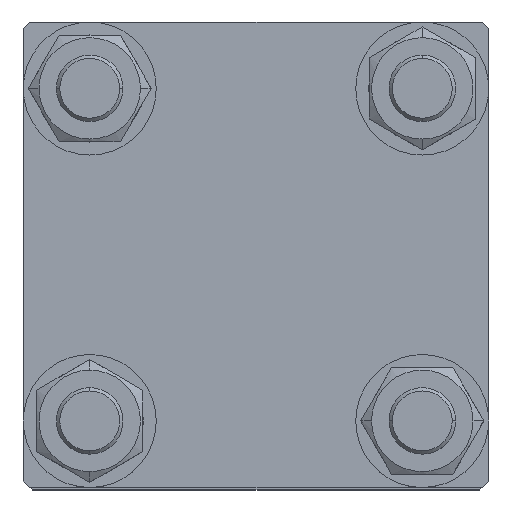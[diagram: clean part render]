
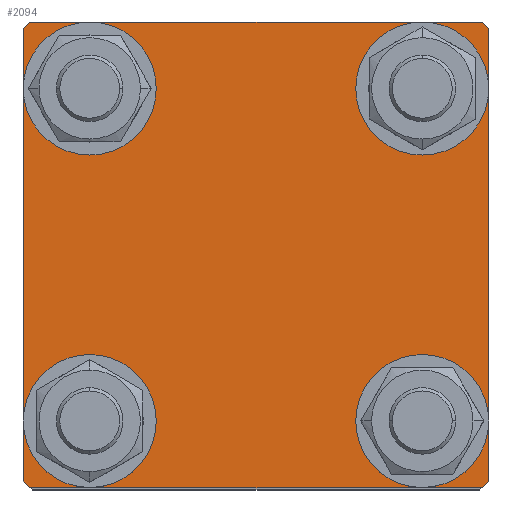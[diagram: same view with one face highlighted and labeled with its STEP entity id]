
A CAD part, top view. The second image highlights one B-rep face of the part: STEP entity #2094.
In plain terms, the highlighted planar face has unit normal (0, 0, 1).
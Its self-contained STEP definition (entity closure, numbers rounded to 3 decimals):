
#235 = VECTOR ( 'NONE', #3898, 1000. ) ;
#238 = LINE ( 'NONE', #3896, #235 ) ;
#269 = EDGE_CURVE ( 'NONE', #3689, #3697, #6726, .T. ) ;
#283 = EDGE_CURVE ( 'NONE', #6891, #6883, #6804, .T. ) ;
#299 = EDGE_CURVE ( 'NONE', #6736, #7067, #6695, .T. ) ;
#300 = EDGE_CURVE ( 'NONE', #6981, #6731, #6954, .T. ) ;
#310 = EDGE_CURVE ( 'NONE', #7094, #6739, #6831, .T. ) ;
#363 = EDGE_CURVE ( 'NONE', #3704, #3702, #3295, .T. ) ;
#377 = EDGE_CURVE ( 'NONE', #3695, #3713, #3311, .T. ) ;
#430 = EDGE_CURVE ( 'NONE', #3719, #3689, #1916, .T. ) ;
#504 = EDGE_CURVE ( 'NONE', #3692, #3719, #3981, .T. ) ;
#535 = EDGE_CURVE ( 'NONE', #3702, #3695, #4529, .T. ) ;
#587 = EDGE_CURVE ( 'NONE', #3697, #3704, #238, .T. ) ;
#640 = EDGE_CURVE ( 'NONE', #3713, #3692, #726, .T. ) ;
#726 = LINE ( 'NONE', #5615, #729 ) ;
#729 = VECTOR ( 'NONE', #5616, 1000. ) ;
#974 = FACE_BOUND ( 'NONE', #6956, .T. ) ;
#979 = FACE_OUTER_BOUND ( 'NONE', #6825, .T. ) ;
#982 = FACE_BOUND ( 'NONE', #6807, .T. ) ;
#984 = FACE_BOUND ( 'NONE', #6983, .T. ) ;
#985 = FACE_BOUND ( 'NONE', #6955, .T. ) ;
#1088 = CIRCLE ( 'NONE', #5183, 5.5 ) ;
#1104 = CIRCLE ( 'NONE', #5186, 5.5 ) ;
#1107 = CIRCLE ( 'NONE', #5188, 5.5 ) ;
#1111 = CIRCLE ( 'NONE', #5190, 5.5 ) ;
#1198 = CARTESIAN_POINT ( 'NONE',  ( -35., -34., 15. ) ) ;
#1199 = CARTESIAN_POINT ( 'NONE',  ( -34., 35., 15. ) ) ;
#1201 = CARTESIAN_POINT ( 'NONE',  ( 35., 34., 15. ) ) ;
#1203 = CARTESIAN_POINT ( 'NONE',  ( -34., -35., 15. ) ) ;
#1207 = CARTESIAN_POINT ( 'NONE',  ( 35., -34., 15. ) ) ;
#1208 = CARTESIAN_POINT ( 'NONE',  ( 34., -35., 15. ) ) ;
#1214 = CARTESIAN_POINT ( 'NONE',  ( 34., 35., 15. ) ) ;
#1218 = CARTESIAN_POINT ( 'NONE',  ( -35., 34., 15. ) ) ;
#1231 = CARTESIAN_POINT ( 'NONE',  ( -25., 25., 15. ) ) ;
#1232 = DIRECTION ( 'NONE',  ( 0., 0., -1. ) ) ;
#1233 = DIRECTION ( 'NONE',  ( -1., 0., 0. ) ) ;
#1314 = CARTESIAN_POINT ( 'NONE',  ( -25., -25., 15. ) ) ;
#1315 = DIRECTION ( 'NONE',  ( 0., 0., -1. ) ) ;
#1316 = DIRECTION ( 'NONE',  ( -1., 0., 0. ) ) ;
#1911 = VECTOR ( 'NONE', #6507, 1000. ) ;
#1916 = LINE ( 'NONE', #6509, #1911 ) ;
#2094 = ADVANCED_FACE ( 'NONE', ( #982, #985, #974, #984, #979 ), #5892, .F. ) ;
#2310 = CARTESIAN_POINT ( 'NONE',  ( 34., 35., 15. ) ) ;
#2574 = ORIENTED_EDGE ( 'NONE', *, *, #299, .T. ) ;
#2599 = ORIENTED_EDGE ( 'NONE', *, *, #377, .T. ) ;
#2600 = ORIENTED_EDGE ( 'NONE', *, *, #504, .T. ) ;
#2612 = ORIENTED_EDGE ( 'NONE', *, *, #4931, .T. ) ;
#2617 = ORIENTED_EDGE ( 'NONE', *, *, #640, .T. ) ;
#2618 = ORIENTED_EDGE ( 'NONE', *, *, #269, .T. ) ;
#2621 = ORIENTED_EDGE ( 'NONE', *, *, #363, .T. ) ;
#2661 = ORIENTED_EDGE ( 'NONE', *, *, #4920, .T. ) ;
#2699 = ORIENTED_EDGE ( 'NONE', *, *, #283, .T. ) ;
#2767 = ORIENTED_EDGE ( 'NONE', *, *, #300, .T. ) ;
#2861 = DIRECTION ( 'NONE',  ( 0.707, -0.707, 0. ) ) ;
#2871 = CARTESIAN_POINT ( 'NONE',  ( -34., -35., 15. ) ) ;
#3295 = LINE ( 'NONE', #6098, #3304 ) ;
#3298 = VECTOR ( 'NONE', #6107, 1000. ) ;
#3304 = VECTOR ( 'NONE', #6094, 1000. ) ;
#3311 = LINE ( 'NONE', #2310, #3298 ) ;
#3358 = DIRECTION ( 'NONE',  ( 0., 1., 0. ) ) ;
#3648 = CARTESIAN_POINT ( 'NONE',  ( 25., 25., 15. ) ) ;
#3649 = DIRECTION ( 'NONE',  ( 0., 0., -1. ) ) ;
#3650 = DIRECTION ( 'NONE',  ( -1., 0., 0. ) ) ;
#3689 = VERTEX_POINT ( 'NONE', #1198 ) ;
#3692 = VERTEX_POINT ( 'NONE', #1199 ) ;
#3695 = VERTEX_POINT ( 'NONE', #1201 ) ;
#3697 = VERTEX_POINT ( 'NONE', #1203 ) ;
#3702 = VERTEX_POINT ( 'NONE', #1207 ) ;
#3704 = VERTEX_POINT ( 'NONE', #1208 ) ;
#3713 = VERTEX_POINT ( 'NONE', #1214 ) ;
#3719 = VERTEX_POINT ( 'NONE', #1218 ) ;
#3896 = CARTESIAN_POINT ( 'NONE',  ( -35., -35., 15. ) ) ;
#3898 = DIRECTION ( 'NONE',  ( 1., 0., 0. ) ) ;
#3974 = VECTOR ( 'NONE', #5961, 1000. ) ;
#3981 = LINE ( 'NONE', #5976, #3974 ) ;
#3989 = CARTESIAN_POINT ( 'NONE',  ( 25., 25., 15. ) ) ;
#3990 = DIRECTION ( 'NONE',  ( 0., 0., -1. ) ) ;
#3991 = DIRECTION ( 'NONE',  ( -1., 0., 0. ) ) ;
#4000 = CARTESIAN_POINT ( 'NONE',  ( 25., -25., 15. ) ) ;
#4001 = DIRECTION ( 'NONE',  ( 0., 0., -1. ) ) ;
#4002 = DIRECTION ( 'NONE',  ( -1., 0., 0. ) ) ;
#4030 = CARTESIAN_POINT ( 'NONE',  ( 30.5, -25., 15. ) ) ;
#4035 = CARTESIAN_POINT ( 'NONE',  ( -30.5, -25., 15. ) ) ;
#4036 = CARTESIAN_POINT ( 'NONE',  ( 30.5, 25., 15. ) ) ;
#4098 = CARTESIAN_POINT ( 'NONE',  ( -19.5, 25., 15. ) ) ;
#4113 = CARTESIAN_POINT ( 'NONE',  ( -30.5, 25., 15. ) ) ;
#4181 = CARTESIAN_POINT ( 'NONE',  ( 19.5, -25., 15. ) ) ;
#4239 = CARTESIAN_POINT ( 'NONE',  ( -19.5, -25., 15. ) ) ;
#4246 = CARTESIAN_POINT ( 'NONE',  ( 19.5, 25., 15. ) ) ;
#4435 = CARTESIAN_POINT ( 'NONE',  ( -25., -25., 15. ) ) ;
#4436 = DIRECTION ( 'NONE',  ( 0., 0., -1. ) ) ;
#4437 = DIRECTION ( 'NONE',  ( -1., 0., 0. ) ) ;
#4440 = CARTESIAN_POINT ( 'NONE',  ( 25., -25., 15. ) ) ;
#4441 = DIRECTION ( 'NONE',  ( 0., 0., -1. ) ) ;
#4442 = DIRECTION ( 'NONE',  ( -1., 0., 0. ) ) ;
#4529 = LINE ( 'NONE', #6053, #4550 ) ;
#4550 = VECTOR ( 'NONE', #3358, 1000. ) ;
#4839 = AXIS2_PLACEMENT_3D ( 'NONE', #6059, #6060, #6061 ) ;
#4858 = AXIS2_PLACEMENT_3D ( 'NONE', #4435, #4436, #4437 ) ;
#4859 = AXIS2_PLACEMENT_3D ( 'NONE', #4440, #4441, #4442 ) ;
#4867 = AXIS2_PLACEMENT_3D ( 'NONE', #3648, #3649, #3650 ) ;
#4920 = EDGE_CURVE ( 'NONE', #6883, #6891, #1088, .T. ) ;
#4931 = EDGE_CURVE ( 'NONE', #7067, #6736, #1104, .T. ) ;
#4936 = EDGE_CURVE ( 'NONE', #6739, #7094, #1107, .T. ) ;
#4939 = EDGE_CURVE ( 'NONE', #6731, #6981, #1111, .T. ) ;
#5134 = AXIS2_PLACEMENT_3D ( 'NONE', #5888, #5889, #5895 ) ;
#5183 = AXIS2_PLACEMENT_3D ( 'NONE', #1231, #1232, #1233 ) ;
#5186 = AXIS2_PLACEMENT_3D ( 'NONE', #1314, #1315, #1316 ) ;
#5188 = AXIS2_PLACEMENT_3D ( 'NONE', #3989, #3990, #3991 ) ;
#5190 = AXIS2_PLACEMENT_3D ( 'NONE', #4000, #4001, #4002 ) ;
#5615 = CARTESIAN_POINT ( 'NONE',  ( -35., 35., 15. ) ) ;
#5616 = DIRECTION ( 'NONE',  ( -1., 0., 0. ) ) ;
#5888 = CARTESIAN_POINT ( 'NONE',  ( 0., 0., 15. ) ) ;
#5889 = DIRECTION ( 'NONE',  ( 0., 0., -1. ) ) ;
#5892 = PLANE ( 'NONE',  #5134 ) ;
#5895 = DIRECTION ( 'NONE',  ( -1., 0., 0. ) ) ;
#5961 = DIRECTION ( 'NONE',  ( -0.707, -0.707, 0. ) ) ;
#5976 = CARTESIAN_POINT ( 'NONE',  ( -35., 34., 15. ) ) ;
#6053 = CARTESIAN_POINT ( 'NONE',  ( 35., -35., 15. ) ) ;
#6059 = CARTESIAN_POINT ( 'NONE',  ( -25., 25., 15. ) ) ;
#6060 = DIRECTION ( 'NONE',  ( 0., 0., -1. ) ) ;
#6061 = DIRECTION ( 'NONE',  ( -1., 0., 0. ) ) ;
#6094 = DIRECTION ( 'NONE',  ( 0.707, 0.707, 0. ) ) ;
#6098 = CARTESIAN_POINT ( 'NONE',  ( 35., -34., 15. ) ) ;
#6107 = DIRECTION ( 'NONE',  ( -0.707, 0.707, 0. ) ) ;
#6128 = ORIENTED_EDGE ( 'NONE', *, *, #535, .T. ) ;
#6157 = ORIENTED_EDGE ( 'NONE', *, *, #4939, .T. ) ;
#6160 = ORIENTED_EDGE ( 'NONE', *, *, #587, .T. ) ;
#6285 = ORIENTED_EDGE ( 'NONE', *, *, #4936, .T. ) ;
#6308 = ORIENTED_EDGE ( 'NONE', *, *, #310, .T. ) ;
#6336 = ORIENTED_EDGE ( 'NONE', *, *, #430, .T. ) ;
#6507 = DIRECTION ( 'NONE',  ( 0., -1., 0. ) ) ;
#6509 = CARTESIAN_POINT ( 'NONE',  ( -35., -35., 15. ) ) ;
#6651 = VECTOR ( 'NONE', #2861, 1000. ) ;
#6695 = CIRCLE ( 'NONE', #4858, 5.5 ) ;
#6726 = LINE ( 'NONE', #2871, #6651 ) ;
#6731 = VERTEX_POINT ( 'NONE', #4030 ) ;
#6736 = VERTEX_POINT ( 'NONE', #4035 ) ;
#6739 = VERTEX_POINT ( 'NONE', #4036 ) ;
#6804 = CIRCLE ( 'NONE', #4839, 5.5 ) ;
#6807 = EDGE_LOOP ( 'NONE', ( #2699, #2661 ) ) ;
#6825 = EDGE_LOOP ( 'NONE', ( #6336, #2618, #6160, #2621, #6128, #2599, #2617, #2600 ) ) ;
#6831 = CIRCLE ( 'NONE', #4867, 5.5 ) ;
#6883 = VERTEX_POINT ( 'NONE', #4098 ) ;
#6891 = VERTEX_POINT ( 'NONE', #4113 ) ;
#6954 = CIRCLE ( 'NONE', #4859, 5.5 ) ;
#6955 = EDGE_LOOP ( 'NONE', ( #2574, #2612 ) ) ;
#6956 = EDGE_LOOP ( 'NONE', ( #2767, #6157 ) ) ;
#6981 = VERTEX_POINT ( 'NONE', #4181 ) ;
#6983 = EDGE_LOOP ( 'NONE', ( #6308, #6285 ) ) ;
#7067 = VERTEX_POINT ( 'NONE', #4239 ) ;
#7094 = VERTEX_POINT ( 'NONE', #4246 ) ;
